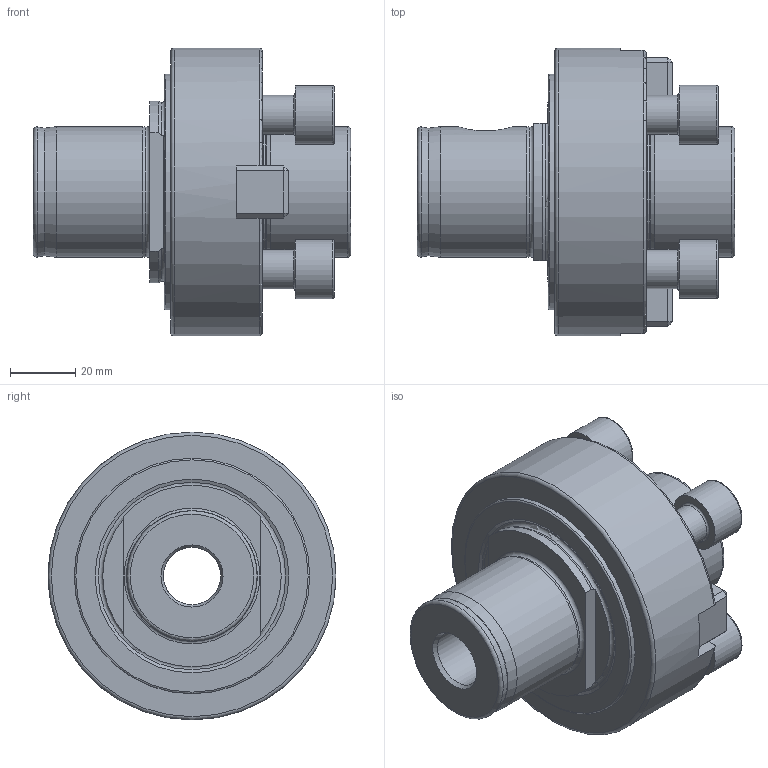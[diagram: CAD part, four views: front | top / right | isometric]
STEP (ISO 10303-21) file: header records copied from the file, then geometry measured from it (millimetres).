
FILE_DESCRIPTION (( 'STEP AP214' ), '1' );
FILE_NAME ('MB7.D40.002.030.STEP', '2021-02-16T11:34:04', ( '' ), ( '' ), 'SwSTEP 2.0', 'SolidWorks 2017', '' );
FILE_SCHEMA (( 'AUTOMOTIVE_DESIGN' ));
Length unit declared in the file: millimetre
Products named in the file (5): MB7.D40.002.030; ISO 4762 - M6 x 16_PreviewCfg; Ko1-ER1.001.016_A; MB7-D40.002.030_A; ISO 4762 - M12 x 25_PreviewCfg
Assembly tree (9 placements, depth 2):
  MB7.D40.002.030
    MB7-D40.002.030_A
    ISO 4762 - M12 x 25_PreviewCfg  x4
    ISO 4762 - M6 x 16_PreviewCfg  x2
    Ko1-ER1.001.016_A  x2
Bounding box: 97 x 88 x 88 mm (x, y, z)
Volume: 255221.1 mm3; surface area: 51803.8 mm2
Topology: 9 solids, 9 shells, 241 faces, 528 edges, 316 vertices
Faces by surface type: plane 147, cylinder 36, cone 34, torus 24
Full cylindrical faces by diameter (mm): 5 x2, 6 x2, 6.5 x2, 10 x3, 10.2 x4, 10.5 x2, 12 x4, 17.5 x1, 18 x4, 21 x1, 39.3 x1, 40 x2, 72 x1, 88 x1
Entity records: 3873 total; most frequent: CARTESIAN_POINT 802, DIRECTION 610, ORIENTED_EDGE 468, AXIS2_PLACEMENT_3D 248, EDGE_CURVE 234, EDGE_LOOP 206, VERTEX_POINT 170, FACE_OUTER_BOUND 170
